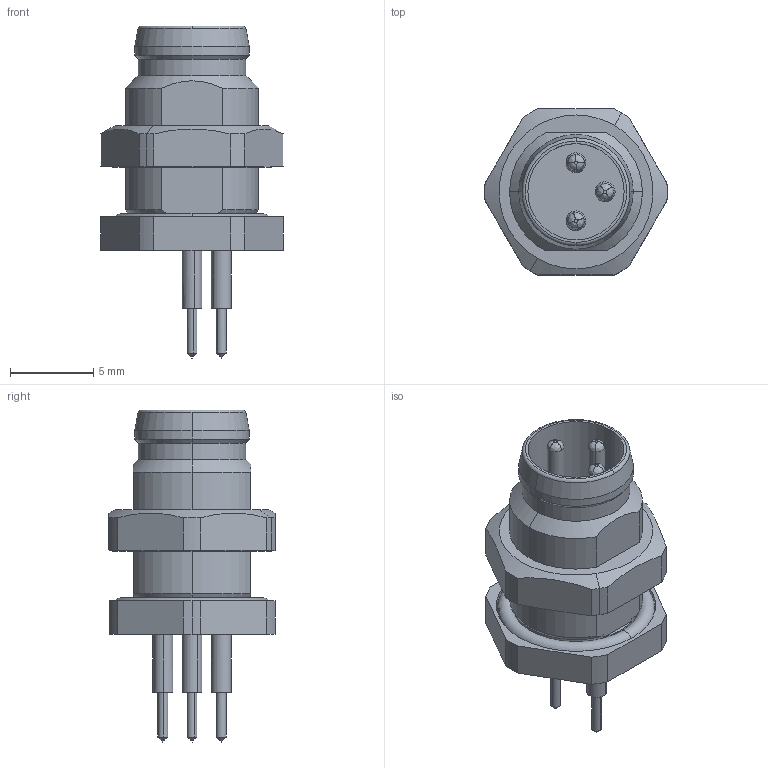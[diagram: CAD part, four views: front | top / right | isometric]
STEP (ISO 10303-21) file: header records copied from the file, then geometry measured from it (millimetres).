
FILE_DESCRIPTION(('CATIA V5 STEP Exchange','CAx-IF Rec.Pracs.--- Model Styling and Organization---1.4--- 2014-01-23'),'2;1');
FILE_NAME ('030224-1_0_2421570000_2421570000.stp','2021-01-04T07:53:31+00:00',('none'),('Weidmueller'),'CATIA Version 5-6 Release 2016 SP3 HF44','CATIA V5 STEP AP214','none');
FILE_SCHEMA(('AUTOMOTIVE_DESIGN { 1 0 10303 214 1 1 1 1 }'));
Length unit declared in the file: millimetre
Products named in the file (1): 2421570000
Bounding box: 11 x 10 x 20 mm (x, y, z)
Volume: 650.4 mm3; surface area: 896.7 mm2
Topology: 8 solids, 8 shells, 153 faces, 357 edges, 222 vertices
Faces by surface type: cylinder 60, plane 41, cone 36, bspline 12, torus 4
Entity records: 4498 total; most frequent: CARTESIAN_POINT 1290, ORIENTED_EDGE 702, DIRECTION 532, EDGE_CURVE 351, AXIS2_PLACEMENT_3D 275, VERTEX_POINT 222, EDGE_LOOP 163, ADVANCED_FACE 153
